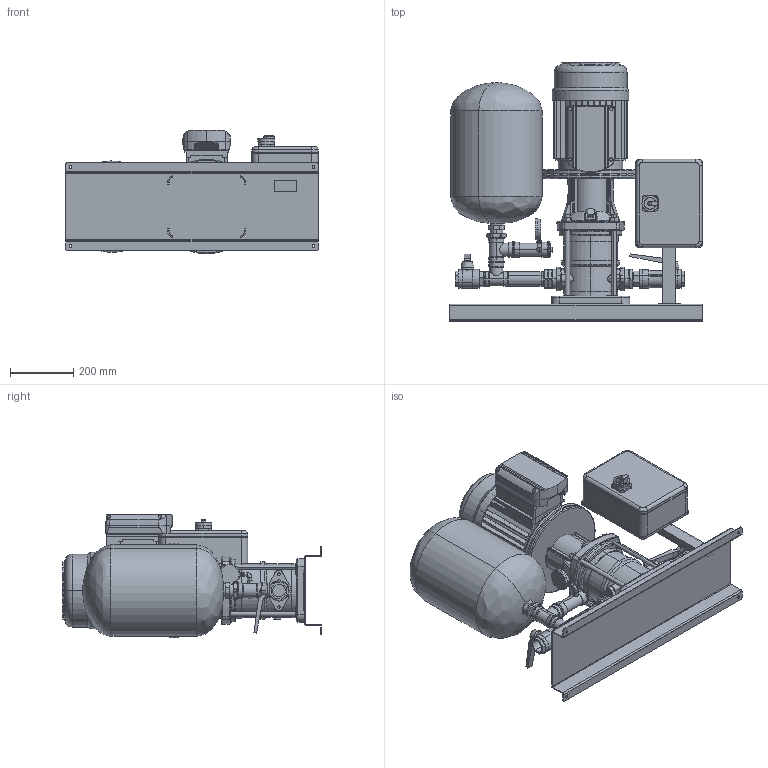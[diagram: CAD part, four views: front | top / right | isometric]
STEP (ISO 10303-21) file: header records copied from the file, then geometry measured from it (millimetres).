
FILE_DESCRIPTION (( 'STEP AP214' ), '1' );
FILE_NAME ('1SBI_20-5_TE_ZB00064951.STEP', '2022-07-17T21:26:24', ( '' ), ( '' ), 'SwSTEP 2.0', 'SolidWorks 2020', '' );
FILE_SCHEMA (( 'AUTOMOTIVE_DESIGN' ));
Length unit declared in the file: millimetre
Products named in the file (1): 1SBI_20-5_TE_ZB00064951
Bounding box: 800 x 821 x 392.8 mm (x, y, z)
Volume: 55698548.7 mm3; surface area: 3596777.1 mm2
Topology: 35 solids, 40 shells, 1581 faces, 3845 edges, 2416 vertices
Faces by surface type: plane 672, cylinder 470, bspline 189, cone 125, torus 119, sphere 6
Entity records: 84310 total; most frequent: CARTESIAN_POINT 31193, ORIENTED_EDGE 7668, DIRECTION 6768, EDGE_CURVE 3834, AXIS2_PLACEMENT_3D 2526, VERTEX_POINT 2416, VECTOR 1716, LINE 1716
